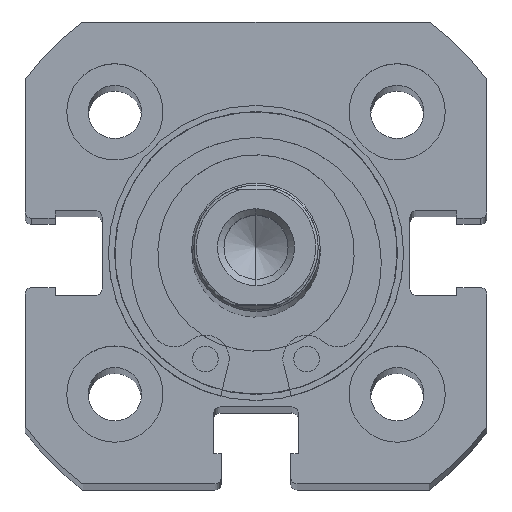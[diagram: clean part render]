
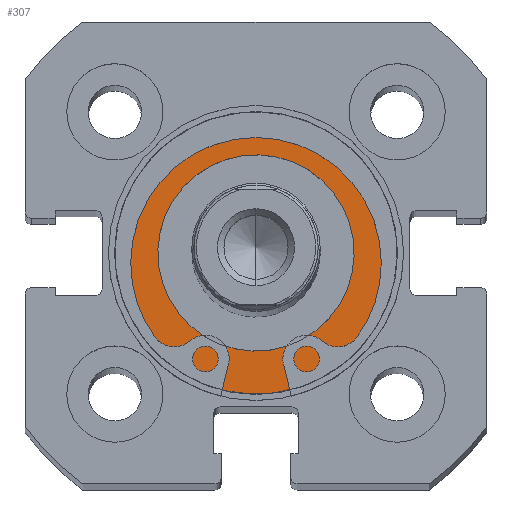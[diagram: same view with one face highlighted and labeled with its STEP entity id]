
A CAD part, top view. The second image highlights one B-rep face of the part: STEP entity #307.
In plain terms, the highlighted face is planar.
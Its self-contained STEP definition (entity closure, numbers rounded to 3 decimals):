
#89 = CARTESIAN_POINT ( 'NONE',  ( 2., 0., 7.65 ) ) ;
#133 = CARTESIAN_POINT ( 'NONE',  ( 2., 0., -7.65 ) ) ;
#142 = CARTESIAN_POINT ( 'NONE',  ( 2., 0., -11. ) ) ;
#144 = CARTESIAN_POINT ( 'NONE',  ( 2., 0., 11. ) ) ;
#150 = VERTEX_POINT ( 'NONE', #144 ) ;
#154 = VERTEX_POINT ( 'NONE', #142 ) ;
#183 = VERTEX_POINT ( 'NONE', #133 ) ;
#224 = VERTEX_POINT ( 'NONE', #89 ) ;
#307 = ADVANCED_FACE ( 'NONE', ( #5941, #5976 ), #5572, .F. ) ;
#469 = EDGE_CURVE ( 'NONE', #224, #183, #6119, .T. ) ;
#478 = EDGE_CURVE ( 'NONE', #183, #224, #6002, .T. ) ;
#501 = EDGE_CURVE ( 'NONE', #150, #154, #5913, .T. ) ;
#509 = EDGE_CURVE ( 'NONE', #154, #150, #6040, .T. ) ;
#3900 = AXIS2_PLACEMENT_3D ( 'NONE', #5570, #5571, #5574 ) ;
#3925 = AXIS2_PLACEMENT_3D ( 'NONE', #5762, #4588, #4585 ) ;
#3929 = AXIS2_PLACEMENT_3D ( 'NONE', #4482, #4478, #4470 ) ;
#3941 = AXIS2_PLACEMENT_3D ( 'NONE', #4513, #4510, #4509 ) ;
#3947 = AXIS2_PLACEMENT_3D ( 'NONE', #4492, #4486, #4485 ) ;
#4470 = DIRECTION ( 'NONE',  ( 0., 0., 1. ) ) ;
#4478 = DIRECTION ( 'NONE',  ( -1., 0., 0. ) ) ;
#4482 = CARTESIAN_POINT ( 'NONE',  ( 2., 0., 0. ) ) ;
#4485 = DIRECTION ( 'NONE',  ( 0., 0., 1. ) ) ;
#4486 = DIRECTION ( 'NONE',  ( -1., 0., 0. ) ) ;
#4492 = CARTESIAN_POINT ( 'NONE',  ( 2., 0., 0. ) ) ;
#4509 = DIRECTION ( 'NONE',  ( 0., 0., 1. ) ) ;
#4510 = DIRECTION ( 'NONE',  ( -1., 0., 0. ) ) ;
#4513 = CARTESIAN_POINT ( 'NONE',  ( 2., 0., 0. ) ) ;
#4585 = DIRECTION ( 'NONE',  ( 0., 0., 1. ) ) ;
#4588 = DIRECTION ( 'NONE',  ( -1., 0., 0. ) ) ;
#4662 = EDGE_LOOP ( 'NONE', ( #5321, #5320 ) ) ;
#4673 = EDGE_LOOP ( 'NONE', ( #5323, #5322 ) ) ;
#5320 = ORIENTED_EDGE ( 'NONE', *, *, #509, .T. ) ;
#5321 = ORIENTED_EDGE ( 'NONE', *, *, #501, .T. ) ;
#5322 = ORIENTED_EDGE ( 'NONE', *, *, #478, .F. ) ;
#5323 = ORIENTED_EDGE ( 'NONE', *, *, #469, .F. ) ;
#5570 = CARTESIAN_POINT ( 'NONE',  ( 2., 11., 0. ) ) ;
#5571 = DIRECTION ( 'NONE',  ( 1., 0., 0. ) ) ;
#5572 = PLANE ( 'NONE',  #3900 ) ;
#5574 = DIRECTION ( 'NONE',  ( 0., 0., -1. ) ) ;
#5762 = CARTESIAN_POINT ( 'NONE',  ( 2., 0., 0. ) ) ;
#5913 = CIRCLE ( 'NONE', #3941, 11. ) ;
#5941 = FACE_BOUND ( 'NONE', #4673, .T. ) ;
#5976 = FACE_OUTER_BOUND ( 'NONE', #4662, .T. ) ;
#6002 = CIRCLE ( 'NONE', #3929, 7.65 ) ;
#6040 = CIRCLE ( 'NONE', #3947, 11. ) ;
#6119 = CIRCLE ( 'NONE', #3925, 7.65 ) ;
